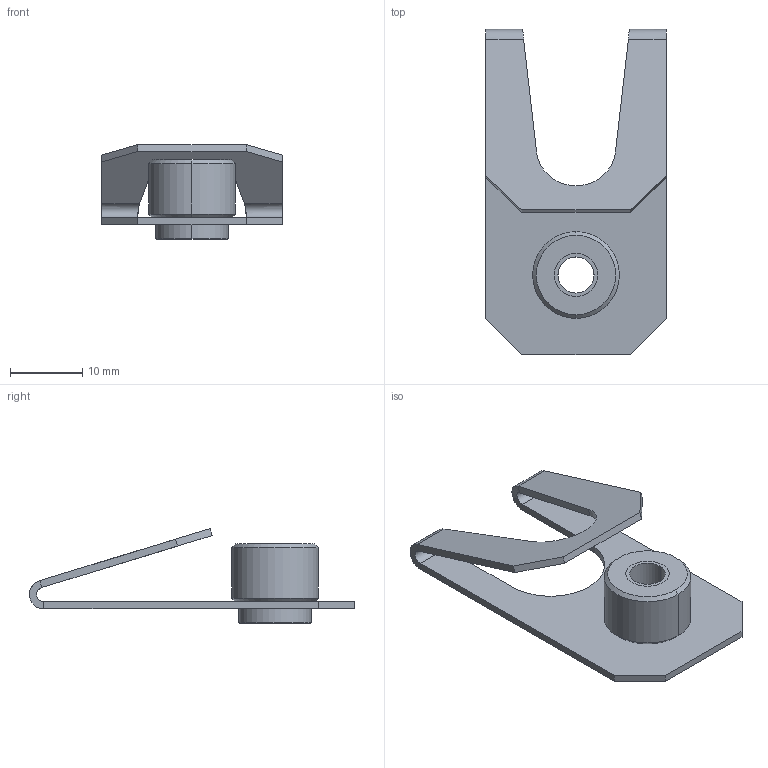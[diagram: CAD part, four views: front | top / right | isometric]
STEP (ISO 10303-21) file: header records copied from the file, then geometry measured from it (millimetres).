
FILE_DESCRIPTION((''),'2;1');
FILE_NAME('NSYAEFAHLBSC-_ASM','2021-12-03T10:18:36',('SESA6369'),('Schneider-Electric'),'CREO PARAMETRIC BY PTC INC, 2019471','CREO PARAMETRIC BY PTC INC, 2019471','');
FILE_SCHEMA(('AP242_MANAGED_MODEL_BASED_3D_ENGINEERING_MIM_LF { 1 0 10303 442 1 1 4 }'));
Length unit declared in the file: millimetre
Products named in the file (4): HRB7335501; HRB7335601; HRB7334101_ASM; NSYAEFAHLBSC-_ASM
Assembly tree (3 placements, depth 3):
  NSYAEFAHLBSC-_ASM
    HRB7334101_ASM
      HRB7335501
      HRB7335601
Bounding box: 25 x 45 x 13.12 mm (x, y, z)
Volume: 1990.3 mm3; surface area: 3409.1 mm2
Topology: 2 solids, 3 shells, 49 faces, 122 edges, 85 vertices
Faces by surface type: plane 25, cylinder 16, cone 6, bspline 2
Entity records: 3819 total; most frequent: CARTESIAN_POINT 371, DIRECTION 298, ORIENTED_EDGE 228, PROPERTY_DEFINITION 221, REPRESENTATION 218, PROPERTY_DEFINITION_REPRESENTATION 218, GENERAL_PROPERTY 196, GENERAL_PROPERTY_ASSOCIATION 196
